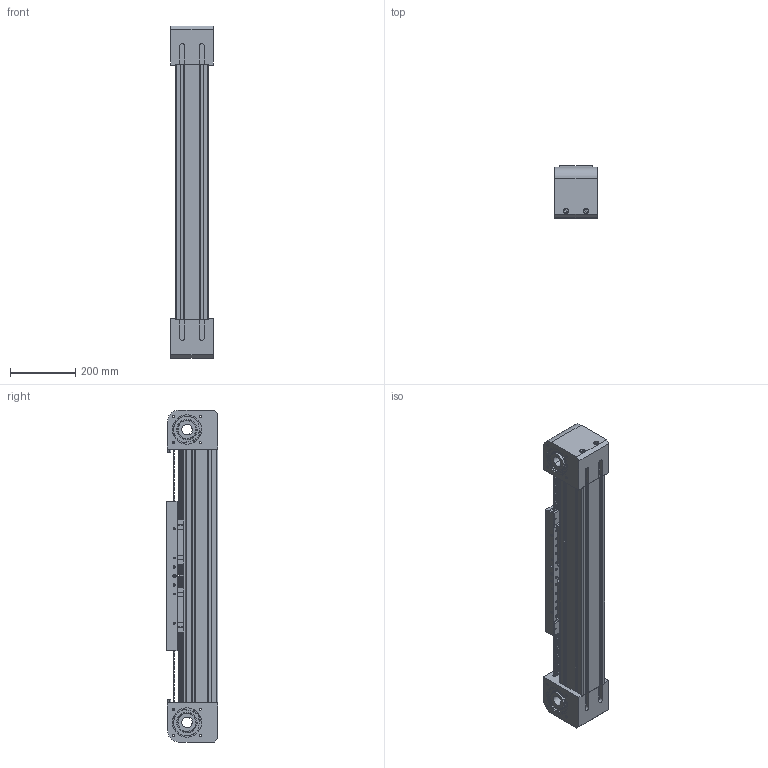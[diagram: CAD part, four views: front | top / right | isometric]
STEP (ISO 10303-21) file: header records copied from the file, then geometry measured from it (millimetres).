
FILE_DESCRIPTION (( 'STEP AP214' ), '1' );
FILE_NAME ('BLM100-300.STEP', '2023-03-14T08:55:37', ( '' ), ( '' ), 'SwSTEP 2.0', 'SolidWorks 2023', '' );
FILE_SCHEMA (( 'AUTOMOTIVE_DESIGN' ));
Length unit declared in the file: millimetre
Products named in the file (1): BLM100-300
Bounding box: 130 x 159 x 1020 mm (x, y, z)
Volume: 12902497.9 mm3; surface area: 1637180.4 mm2
Topology: 49 solids, 57 shells, 3194 faces, 8612 edges, 5573 vertices
Faces by surface type: plane 1534, cylinder 1312, torus 168, sphere 100, cone 56, bspline 24
Entity records: 141638 total; most frequent: CARTESIAN_POINT 24108, DIRECTION 17785, ORIENTED_EDGE 16728, EDGE_CURVE 8364, AXIS2_PLACEMENT_3D 6488, VERTEX_POINT 5437, VECTOR 4809, LINE 4809
